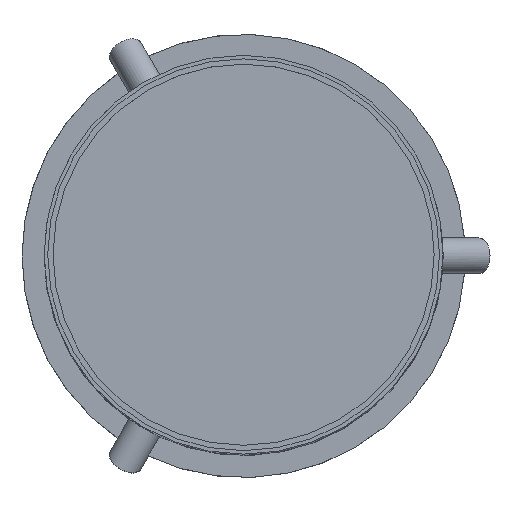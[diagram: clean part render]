
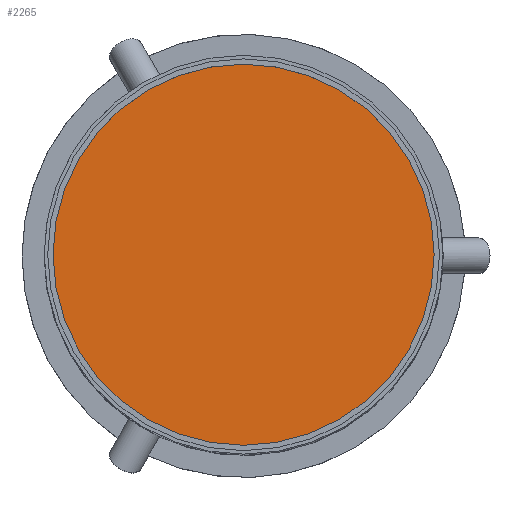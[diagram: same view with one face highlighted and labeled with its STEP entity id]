
A CAD part, top view. The second image highlights one B-rep face of the part: STEP entity #2265.
In plain terms, the highlighted planar face has unit normal (0, 0, 1).
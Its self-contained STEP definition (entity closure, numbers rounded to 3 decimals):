
#204=CIRCLE('',#2533,215.);
#275=PLANE('',#2532);
#398=FACE_OUTER_BOUND('',#575,.T.);
#575=EDGE_LOOP('',(#2049));
#1128=VERTEX_POINT('',#4628);
#1438=EDGE_CURVE('',#1128,#1128,#204,.T.);
#2049=ORIENTED_EDGE('',*,*,#1438,.T.);
#2265=ADVANCED_FACE('',(#398),#275,.T.);
#2532=AXIS2_PLACEMENT_3D('',#4627,#3142,#3143);
#2533=AXIS2_PLACEMENT_3D('',#4629,#3144,#3145);
#3142=DIRECTION('center_axis',(0.,0.,1.));
#3143=DIRECTION('ref_axis',(1.,0.,0.));
#3144=DIRECTION('center_axis',(0.,0.,1.));
#3145=DIRECTION('ref_axis',(-1.,0.,0.));
#4627=CARTESIAN_POINT('Origin',(0.,0.,
793.));
#4628=CARTESIAN_POINT('',(215.,0.,793.));
#4629=CARTESIAN_POINT('Origin',(0.,0.,793.));
